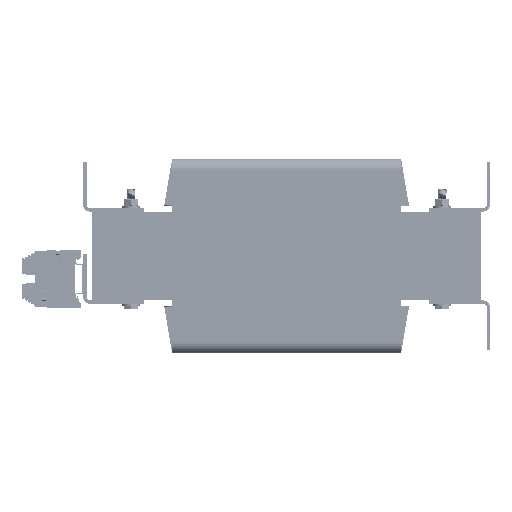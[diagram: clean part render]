
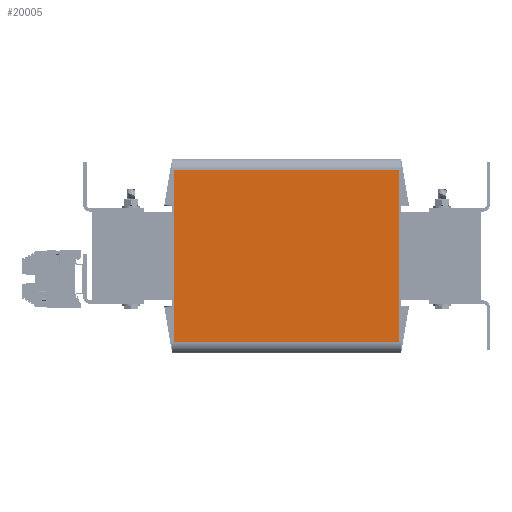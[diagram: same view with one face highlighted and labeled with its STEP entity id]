
A CAD part, left-side view. The second image highlights one B-rep face of the part: STEP entity #20005.
In plain terms, the highlighted face is planar.
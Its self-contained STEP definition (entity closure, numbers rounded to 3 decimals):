
#928=LINE('',#40473,#3266);
#934=LINE('',#40492,#3272);
#935=LINE('',#40495,#3273);
#936=LINE('',#40496,#3274);
#3266=VECTOR('',#24339,10.);
#3272=VECTOR('',#24359,10.);
#3273=VECTOR('',#24362,10.);
#3274=VECTOR('',#24363,10.);
#5203=PLANE('',#21557);
#6276=FACE_OUTER_BOUND('',#7442,.T.);
#7442=EDGE_LOOP('',(#15186,#15187,#15188,#15189));
#9293=VERTEX_POINT('',#40470);
#9294=VERTEX_POINT('',#40472);
#9300=VERTEX_POINT('',#40490);
#9301=VERTEX_POINT('',#40494);
#11470=EDGE_CURVE('',#9293,#9294,#928,.T.);
#11480=EDGE_CURVE('',#9300,#9293,#934,.T.);
#11481=EDGE_CURVE('',#9301,#9300,#935,.T.);
#11482=EDGE_CURVE('',#9301,#9294,#936,.T.);
#15186=ORIENTED_EDGE('',*,*,#11480,.F.);
#15187=ORIENTED_EDGE('',*,*,#11481,.F.);
#15188=ORIENTED_EDGE('',*,*,#11482,.T.);
#15189=ORIENTED_EDGE('',*,*,#11470,.F.);
#20005=ADVANCED_FACE('',(#6276),#5203,.T.);
#21557=AXIS2_PLACEMENT_3D('',#40493,#24360,#24361);
#24339=DIRECTION('',(0.,0.,1.));
#24359=DIRECTION('',(0.,-1.,0.));
#24360=DIRECTION('center_axis',(1.,0.,0.));
#24361=DIRECTION('ref_axis',(0.,0.,-1.));
#24362=DIRECTION('',(0.,0.,-1.));
#24363=DIRECTION('',(0.,-1.,0.));
#40470=CARTESIAN_POINT('',(70.,-101.,-77.5));
#40472=CARTESIAN_POINT('',(70.,-101.,77.5));
#40473=CARTESIAN_POINT('',(70.,-101.,-77.5));
#40490=CARTESIAN_POINT('',(70.,101.,-77.5));
#40492=CARTESIAN_POINT('',(70.,0.,-77.5));
#40493=CARTESIAN_POINT('Origin',(70.,0.,77.5));
#40494=CARTESIAN_POINT('',(70.,101.,77.5));
#40495=CARTESIAN_POINT('',(70.,101.,-77.5));
#40496=CARTESIAN_POINT('',(70.,0.,77.5));
